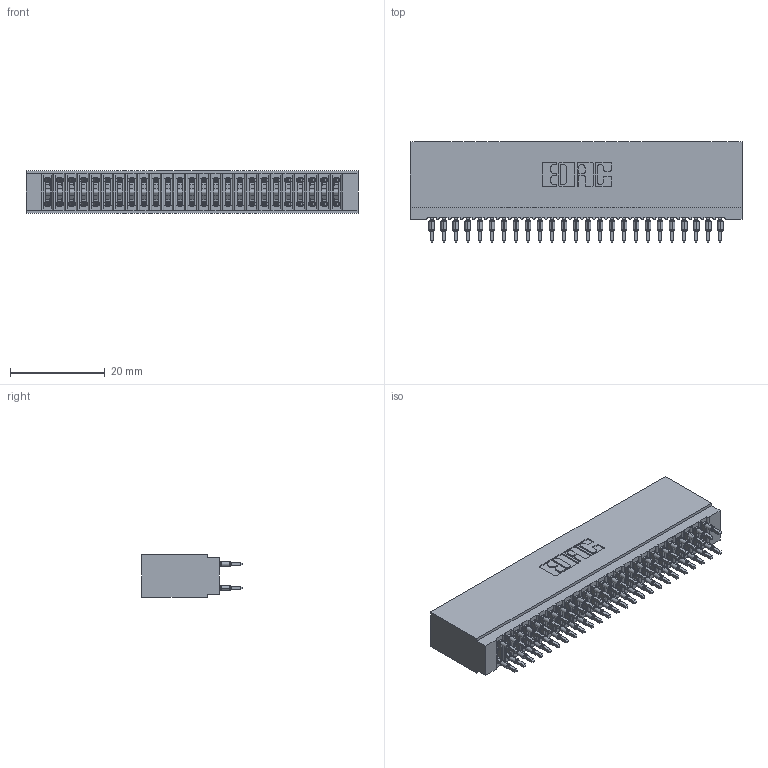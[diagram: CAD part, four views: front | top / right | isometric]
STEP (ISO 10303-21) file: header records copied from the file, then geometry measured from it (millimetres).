
FILE_DESCRIPTION (( 'STEP AP203' ), '1' );
FILE_NAME ('745-050-560-201.STEP', '2026-02-26T18:18:39', ( '' ), ( '' ), 'SwSTEP 2.0', 'SolidWorks 2023', '' );
FILE_SCHEMA (( 'CONFIG_CONTROL_DESIGN' ));
Length unit declared in the file: millimetre
Products named in the file (3): 745 Part_Insulator Option - 01; 745-050-560-201; 745-292-001_560
Assembly tree (51 placements, depth 2):
  745-050-560-201
    745 Part_Insulator Option - 01
    745-292-001_560  x50
Bounding box: 70.1 x 21.22 x 8.89 mm (x, y, z)
Volume: 6601.5 mm3; surface area: 13814.9 mm2
Topology: 51 solids, 51 shells, 5020 faces, 13733 edges, 8722 vertices
Faces by surface type: plane 2605, cylinder 1115, bspline 1000, torus 300
Entity records: 44732 total; most frequent: CARTESIAN_POINT 8269, ORIENTED_EDGE 7670, DIRECTION 6719, EDGE_CURVE 3835, LINE 3495, VECTOR 3495, VERTEX_POINT 2450, AXIS2_PLACEMENT_3D 1612
